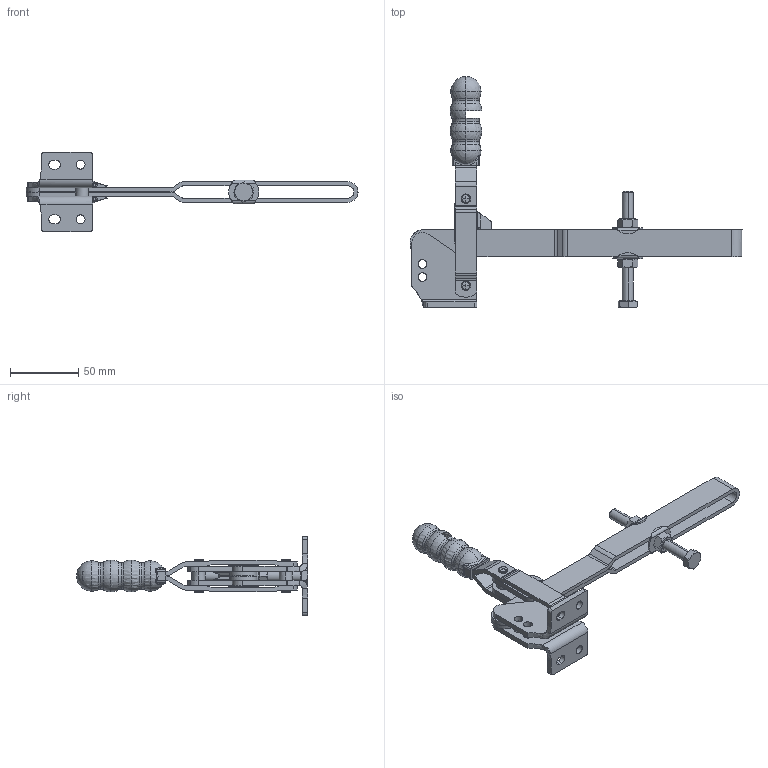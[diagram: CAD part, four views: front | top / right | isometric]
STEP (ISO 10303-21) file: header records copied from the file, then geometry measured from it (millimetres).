
FILE_DESCRIPTION(('CATIA V5 STEP Exchange'),'2;1');
FILE_NAME('VERTIKALSPANNER_TS_V_290_UB_L125_357859_TUENKERS.stp','2019-02-06T07:05:53+00:00',('none'),('none'),'CATIA Version 5 Release 19 SP 9 (IN-10)','CATIA V5 STEP AP214','none');
FILE_SCHEMA(('AUTOMOTIVE_DESIGN { 1 0 10303 214 1 1 1 1 }'));
Length unit declared in the file: millimetre
Products named in the file (1): VERTIKALSPANNER_TS_V_290_UB_L125_357859
Bounding box: 243.56 x 169.49 x 58.01 mm (x, y, z)
Volume: 90716.7 mm3; surface area: 56008.5 mm2
Topology: 1 solids, 2 shells, 427 faces, 1275 edges, 809 vertices
Faces by surface type: cylinder 161, plane 140, torus 40, sphere 32, bspline 30, cone 24
Entity records: 18736 total; most frequent: CARTESIAN_POINT 8178, ORIENTED_EDGE 2454, DIRECTION 1658, EDGE_CURVE 1227, VERTEX_POINT 809, AXIS2_PLACEMENT_3D 788, VECTOR 484, LINE 484
